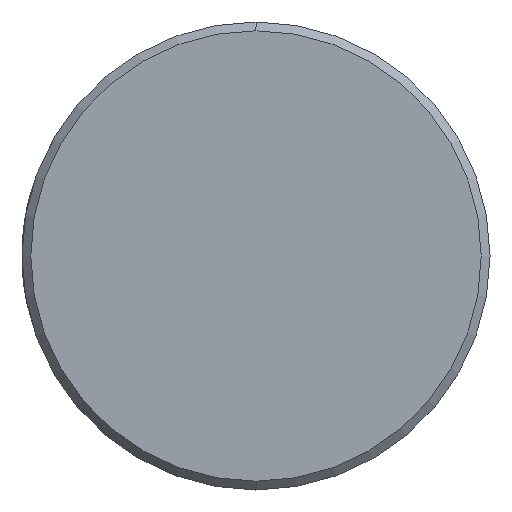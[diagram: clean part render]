
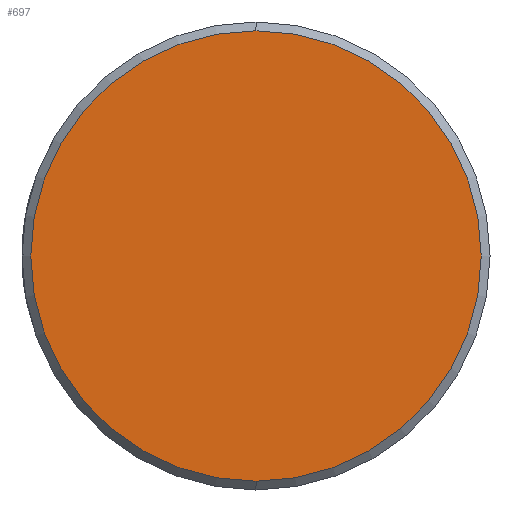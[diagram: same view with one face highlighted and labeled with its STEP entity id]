
A CAD part, left-side view. The second image highlights one B-rep face of the part: STEP entity #697.
In plain terms, the highlighted planar face has unit normal (-1, 0, 0).
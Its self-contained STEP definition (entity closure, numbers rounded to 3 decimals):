
#8 = CARTESIAN_POINT ( 'NONE',  ( -5., 0., 0. ) ) ;
#40 = CARTESIAN_POINT ( 'NONE',  ( -5., 0., 0. ) ) ;
#48 = AXIS2_PLACEMENT_3D ( 'NONE', #40, #775, #145 ) ;
#60 = ORIENTED_EDGE ( 'NONE', *, *, #816, .T. ) ;
#125 = DIRECTION ( 'NONE',  ( 0., 0., 1. ) ) ;
#145 = DIRECTION ( 'NONE',  ( 0., 0., 1. ) ) ;
#194 = VERTEX_POINT ( 'NONE', #516 ) ;
#228 = CARTESIAN_POINT ( 'NONE',  ( -5., 0., 0. ) ) ;
#272 = EDGE_LOOP ( 'NONE', ( #650, #60 ) ) ;
#327 = DIRECTION ( 'NONE',  ( 0., 0., 1. ) ) ;
#343 = CARTESIAN_POINT ( 'NONE',  ( -5., 0., 7.7 ) ) ;
#388 = VERTEX_POINT ( 'NONE', #343 ) ;
#396 = CIRCLE ( 'NONE', #980, 7.7 ) ;
#516 = CARTESIAN_POINT ( 'NONE',  ( -5., 0., -7.7 ) ) ;
#650 = ORIENTED_EDGE ( 'NONE', *, *, #712, .T. ) ;
#666 = FACE_OUTER_BOUND ( 'NONE', #272, .T. ) ;
#697 = ADVANCED_FACE ( 'NONE', ( #666 ), #844, .T. ) ;
#712 = EDGE_CURVE ( 'NONE', #194, #388, #396, .T. ) ;
#741 = DIRECTION ( 'NONE',  ( -1., 0., 0. ) ) ;
#775 = DIRECTION ( 'NONE',  ( -1., 0., 0. ) ) ;
#816 = EDGE_CURVE ( 'NONE', #388, #194, #878, .T. ) ;
#844 = PLANE ( 'NONE',  #1046 ) ;
#878 = CIRCLE ( 'NONE', #48, 7.7 ) ;
#949 = DIRECTION ( 'NONE',  ( -1., 0., 0. ) ) ;
#980 = AXIS2_PLACEMENT_3D ( 'NONE', #8, #741, #125 ) ;
#1046 = AXIS2_PLACEMENT_3D ( 'NONE', #228, #949, #327 ) ;
